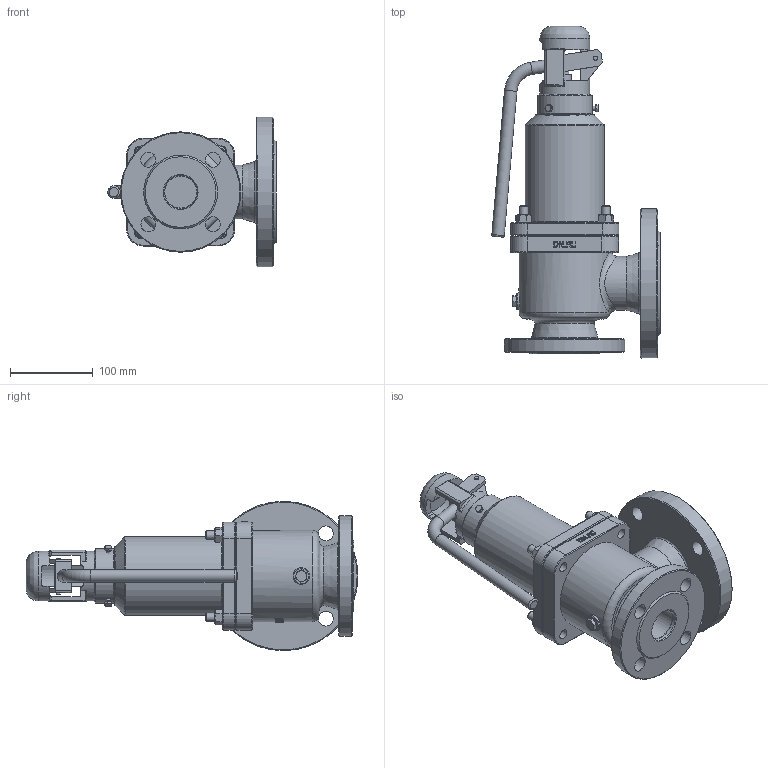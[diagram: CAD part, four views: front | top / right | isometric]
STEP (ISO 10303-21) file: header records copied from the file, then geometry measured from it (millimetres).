
FILE_DESCRIPTION(/* description */ (''),/* implementation_level */ '2;1');
FILE_NAME(/* name */ 'DN40_3D_STEP.stp',/* time_stamp */ '2025-10-22T00:52:03+03:00',/* author */ ('igorr'),/* organization */ (''),/* preprocessor_version */ 'ST-DEVELOPER v20',/* originating_system */ 'Autodesk Inventor 2025',/* authorisation */ '');
FILE_SCHEMA (('AUTOMOTIVE_DESIGN { 1 0 10303 214 3 1 1 }'));
Length unit declared in the file: millimetre
Products named in the file (10): Сборка1; Деталь1; Деталь2; Деталь3; Деталь4; Деталь5; AS 1110 - M8 x 12; ANSI B18.2.4.2M - M10x1,5; BS 4168 - M10 x 30; AS 1110 - M5 x 10
Assembly tree (17 placements, depth 2):
  Сборка1
    Деталь1
    Деталь2
    Деталь3
    Деталь4
    Деталь5
    AS 1110 - M8 x 12
    ANSI B18.2.4.2M - M10x1,5  x4
    BS 4168 - M10 x 30  x4
    AS 1110 - M5 x 10  x3
Bounding box: 202.78 x 400 x 180.01 mm (x, y, z)
Volume: 2398744.8 mm3; surface area: 469325.9 mm2
Topology: 17 solids, 18 shells, 660 faces, 1557 edges, 976 vertices
Faces by surface type: plane 326, cylinder 136, cone 113, bspline 50, torus 35
Full cylindrical faces by diameter (mm): 3.65 x1, 5 x8, 7 x1, 8 x4, 8.376 x4, 10 x8, 12 x8, 13 x1, 15 x3, 18 x8, 20 x3, 38.543 x1, 40 x3, 45 x1, 50 x3, 59.492 x1, 60 x3, 65 x3, 65.492 x1, 66 x2, 80 x1, 89.992 x1, 95 x1, 112 x1, 145 x1, 180 x1
Entity records: 19019 total; most frequent: CARTESIAN_POINT 6890, ORIENTED_EDGE 2372, DIRECTION 2341, EDGE_CURVE 1186, AXIS2_PLACEMENT_3D 893, VERTEX_POINT 763, EDGE_LOOP 583, LINE 555
